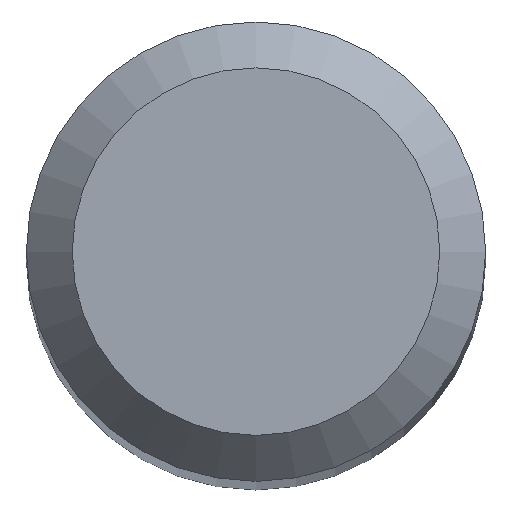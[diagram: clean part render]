
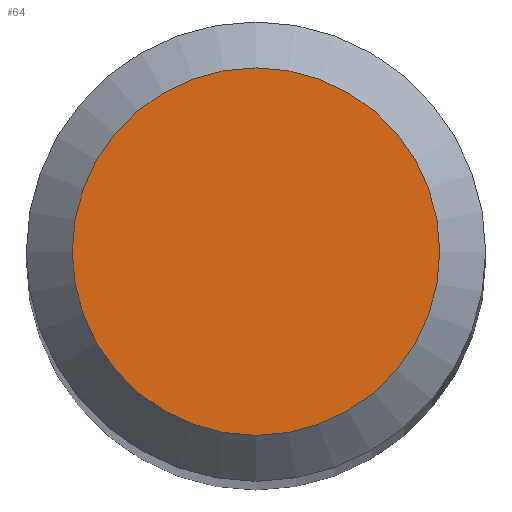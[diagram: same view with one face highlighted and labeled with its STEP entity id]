
A CAD part, top view. The second image highlights one B-rep face of the part: STEP entity #64.
In plain terms, the highlighted planar face has unit normal (0, 0, 1).
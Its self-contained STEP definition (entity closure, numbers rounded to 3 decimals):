
#13 = CIRCLE ( 'NONE', #153, 1.2 ) ;
#30 = EDGE_CURVE ( 'NONE', #201, #201, #13, .T. ) ;
#52 = FACE_OUTER_BOUND ( 'NONE', #200, .T. ) ;
#54 = PLANE ( 'NONE',  #183 ) ;
#64 = ADVANCED_FACE ( 'NONE', ( #52 ), #54, .F. ) ;
#86 = CARTESIAN_POINT ( 'NONE',  ( 0., 0., 38. ) ) ;
#94 = ORIENTED_EDGE ( 'NONE', *, *, #30, .F. ) ;
#118 = DIRECTION ( 'NONE',  ( 0., 0., -1. ) ) ;
#144 = DIRECTION ( 'NONE',  ( 0., 1., 0. ) ) ;
#153 = AXIS2_PLACEMENT_3D ( 'NONE', #86, #188, #144 ) ;
#159 = CARTESIAN_POINT ( 'NONE',  ( 0., 1.2, 38. ) ) ;
#161 = CARTESIAN_POINT ( 'NONE',  ( 0., 0., 38. ) ) ;
#178 = DIRECTION ( 'NONE',  ( 0., 1., 0. ) ) ;
#183 = AXIS2_PLACEMENT_3D ( 'NONE', #161, #118, #178 ) ;
#188 = DIRECTION ( 'NONE',  ( 0., 0., -1. ) ) ;
#200 = EDGE_LOOP ( 'NONE', ( #94 ) ) ;
#201 = VERTEX_POINT ( 'NONE', #159 ) ;
